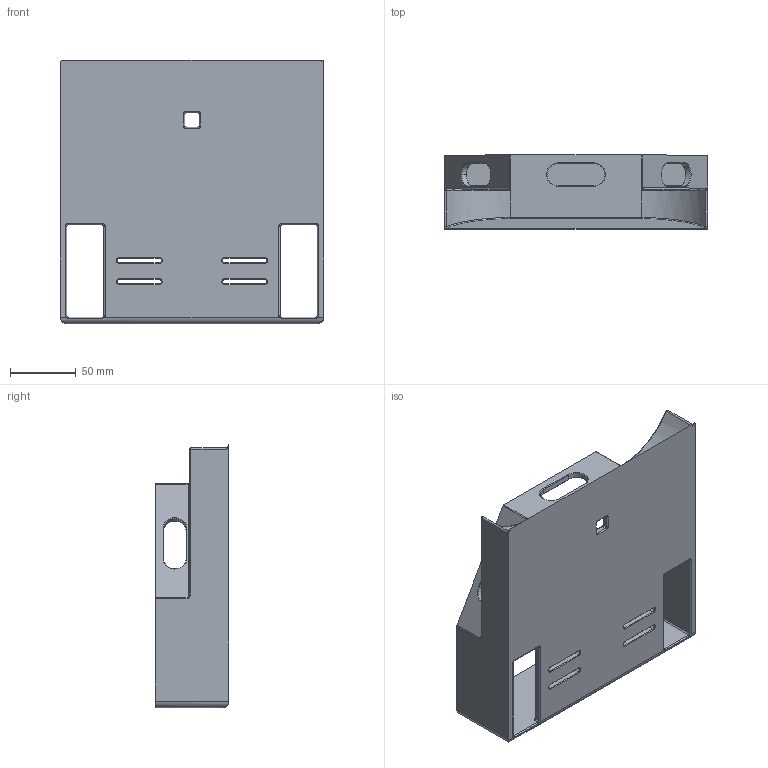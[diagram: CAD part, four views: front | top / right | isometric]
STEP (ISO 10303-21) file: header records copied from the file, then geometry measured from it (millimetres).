
FILE_DESCRIPTION (( 'STEP AP214' ), '1' );
FILE_NAME ('Chasis_ID.STEP', '2025-07-24T04:19:51', ( '' ), ( '' ), 'SwSTEP 2.0', 'SolidWorks 2025', '' );
FILE_SCHEMA (( 'AUTOMOTIVE_DESIGN' ));
Length unit declared in the file: millimetre
Products named in the file (1): Chasis_ID
Bounding box: 200 x 56 x 200 mm (x, y, z)
Volume: 454265.9 mm3; surface area: 143092.9 mm2
Topology: 1 solids, 1 shells, 359 faces, 897 edges, 535 vertices
Faces by surface type: cylinder 102, bspline 100, plane 87, cone 34, torus 28, sphere 8
Entity records: 13704 total; most frequent: CARTESIAN_POINT 5789, ORIENTED_EDGE 1778, DIRECTION 1442, EDGE_CURVE 889, VERTEX_POINT 535, AXIS2_PLACEMENT_3D 509, VECTOR 424, LINE 424
